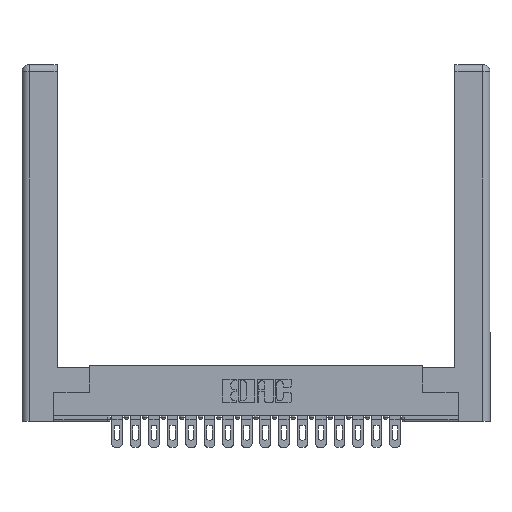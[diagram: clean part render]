
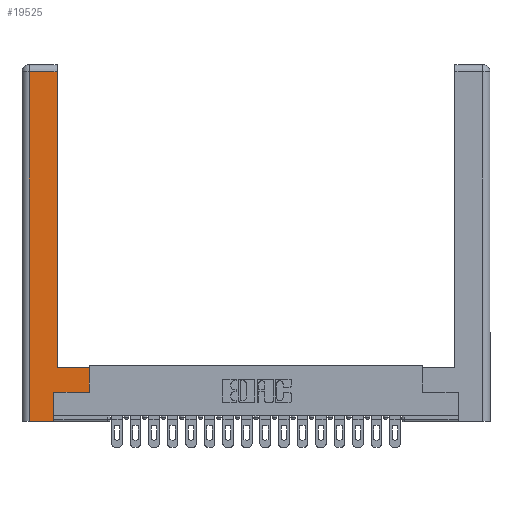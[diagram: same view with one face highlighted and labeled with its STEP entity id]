
A CAD part, top view. The second image highlights one B-rep face of the part: STEP entity #19525.
In plain terms, the highlighted planar face has unit normal (0, 0, 1).
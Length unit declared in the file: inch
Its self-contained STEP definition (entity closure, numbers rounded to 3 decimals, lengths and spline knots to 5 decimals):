
#519 = LINE ( 'NONE', #4013, #13274 ) ;
#1497 = EDGE_CURVE ( 'NONE', #12066, #16461, #15812, .T. ) ;
#1745 = DIRECTION ( 'NONE',  ( 1., 0., 0. ) ) ;
#2085 = LINE ( 'NONE', #13261, #3934 ) ;
#2450 = EDGE_CURVE ( 'NONE', #11062, #4145, #2085, .T. ) ;
#2551 = CARTESIAN_POINT ( 'NONE',  ( 0.265, 0.245, 0. ) ) ;
#3146 = VECTOR ( 'NONE', #10623, 39.37008 ) ;
#3251 = DIRECTION ( 'NONE',  ( 1., 0., 0. ) ) ;
#3515 = EDGE_CURVE ( 'NONE', #19849, #13353, #10205, .T. ) ;
#3934 = VECTOR ( 'NONE', #16353, 39.37008 ) ;
#4013 = CARTESIAN_POINT ( 'NONE',  ( 0.295, 3., 0. ) ) ;
#4145 = VERTEX_POINT ( 'NONE', #9938 ) ;
#4160 = CARTESIAN_POINT ( 'NONE',  ( 0.295, 0.45, 0. ) ) ;
#4312 = CARTESIAN_POINT ( 'NONE',  ( 0.295, 2.94, 0. ) ) ;
#4346 = LINE ( 'NONE', #7113, #16697 ) ;
#4702 = ORIENTED_EDGE ( 'NONE', *, *, #3515, .T. ) ;
#5955 = EDGE_CURVE ( 'NONE', #13353, #9129, #519, .T. ) ;
#6339 = ORIENTED_EDGE ( 'NONE', *, *, #18949, .T. ) ;
#6347 = CARTESIAN_POINT ( 'NONE',  ( 0.565, 0.45, 0. ) ) ;
#7113 = CARTESIAN_POINT ( 'NONE',  ( 0.265, 0.245, 0. ) ) ;
#7768 = CARTESIAN_POINT ( 'NONE',  ( 0.0615, 2.94, 0. ) ) ;
#7960 = LINE ( 'NONE', #15977, #16498 ) ;
#8160 = CARTESIAN_POINT ( 'NONE',  ( 0.265, 0., 0. ) ) ;
#8625 = FACE_OUTER_BOUND ( 'NONE', #16428, .T. ) ;
#9005 = ORIENTED_EDGE ( 'NONE', *, *, #11789, .T. ) ;
#9129 = VERTEX_POINT ( 'NONE', #4312 ) ;
#9421 = ORIENTED_EDGE ( 'NONE', *, *, #5955, .T. ) ;
#9568 = VECTOR ( 'NONE', #19273, 39.37008 ) ;
#9938 = CARTESIAN_POINT ( 'NONE',  ( 0.0615, 0., 0. ) ) ;
#10205 = LINE ( 'NONE', #4160, #12833 ) ;
#10252 = DIRECTION ( 'NONE',  ( 0., 1., 0. ) ) ;
#10623 = DIRECTION ( 'NONE',  ( -1., 0., 0. ) ) ;
#11062 = VERTEX_POINT ( 'NONE', #7768 ) ;
#11220 = CARTESIAN_POINT ( 'NONE',  ( 0.565, 0.45, 0. ) ) ;
#11491 = VERTEX_POINT ( 'NONE', #8160 ) ;
#11789 = EDGE_CURVE ( 'NONE', #11491, #12066, #4346, .T. ) ;
#11795 = CARTESIAN_POINT ( 'NONE',  ( 0., 0., 0. ) ) ;
#12023 = DIRECTION ( 'NONE',  ( 0., 1., 0. ) ) ;
#12066 = VERTEX_POINT ( 'NONE', #2551 ) ;
#12833 = VECTOR ( 'NONE', #13910, 39.37008 ) ;
#13261 = CARTESIAN_POINT ( 'NONE',  ( 0.0615, 0., 0. ) ) ;
#13274 = VECTOR ( 'NONE', #10252, 39.37008 ) ;
#13352 = PLANE ( 'NONE',  #14640 ) ;
#13353 = VERTEX_POINT ( 'NONE', #16279 ) ;
#13910 = DIRECTION ( 'NONE',  ( -1., 0., 0. ) ) ;
#14134 = LINE ( 'NONE', #17128, #3146 ) ;
#14640 = AXIS2_PLACEMENT_3D ( 'NONE', #11795, #19253, #16036 ) ;
#14894 = EDGE_CURVE ( 'NONE', #16461, #19849, #17297, .T. ) ;
#15626 = CARTESIAN_POINT ( 'NONE',  ( 0.565, 0.245, 0. ) ) ;
#15812 = LINE ( 'NONE', #17156, #18183 ) ;
#15950 = ORIENTED_EDGE ( 'NONE', *, *, #14894, .T. ) ;
#15977 = CARTESIAN_POINT ( 'NONE',  ( 0.265, 0., 0. ) ) ;
#16036 = DIRECTION ( 'NONE',  ( -1., 0., 0. ) ) ;
#16079 = ORIENTED_EDGE ( 'NONE', *, *, #2450, .T. ) ;
#16279 = CARTESIAN_POINT ( 'NONE',  ( 0.295, 0.45, 0. ) ) ;
#16322 = ORIENTED_EDGE ( 'NONE', *, *, #17411, .T. ) ;
#16353 = DIRECTION ( 'NONE',  ( 0., -1., 0. ) ) ;
#16428 = EDGE_LOOP ( 'NONE', ( #9421, #6339, #16079, #16322, #9005, #18845, #15950, #4702 ) ) ;
#16461 = VERTEX_POINT ( 'NONE', #15626 ) ;
#16498 = VECTOR ( 'NONE', #3251, 39.37008 ) ;
#16697 = VECTOR ( 'NONE', #12023, 39.37008 ) ;
#17128 = CARTESIAN_POINT ( 'NONE',  ( 0.0615, 2.94, 0. ) ) ;
#17156 = CARTESIAN_POINT ( 'NONE',  ( 0.565, 0.245, 0. ) ) ;
#17297 = LINE ( 'NONE', #11220, #9568 ) ;
#17411 = EDGE_CURVE ( 'NONE', #4145, #11491, #7960, .T. ) ;
#18183 = VECTOR ( 'NONE', #1745, 39.37008 ) ;
#18845 = ORIENTED_EDGE ( 'NONE', *, *, #1497, .T. ) ;
#18949 = EDGE_CURVE ( 'NONE', #9129, #11062, #14134, .T. ) ;
#19253 = DIRECTION ( 'NONE',  ( 0., 0., -1. ) ) ;
#19273 = DIRECTION ( 'NONE',  ( 0., 1., 0. ) ) ;
#19525 = ADVANCED_FACE ( 'NONE', ( #8625 ), #13352, .F. ) ;
#19849 = VERTEX_POINT ( 'NONE', #6347 ) ;
